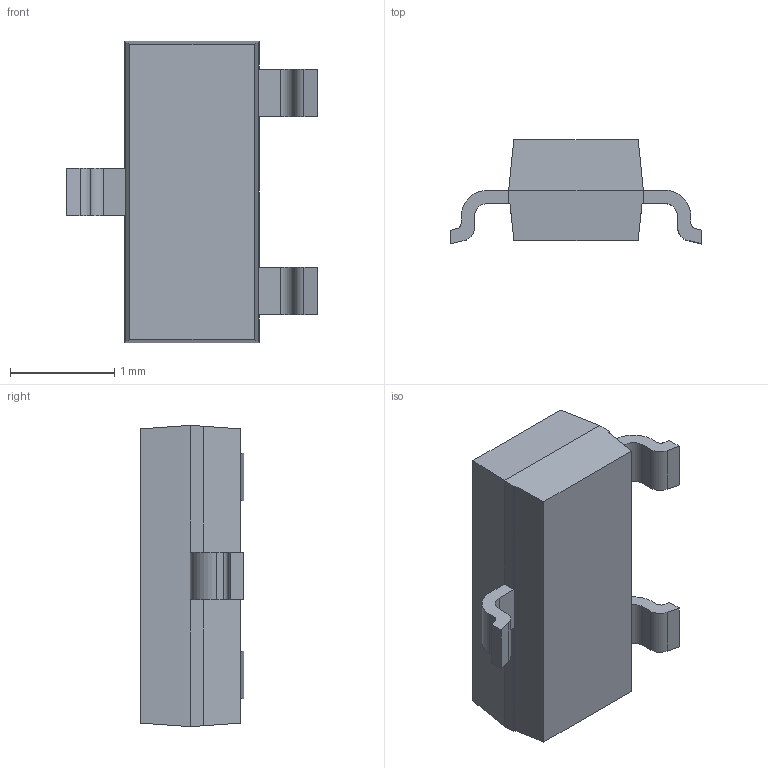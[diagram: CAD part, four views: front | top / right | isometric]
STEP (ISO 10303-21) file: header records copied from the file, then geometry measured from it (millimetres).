
FILE_DESCRIPTION (( 'STEP AP214' ), '1' );
FILE_NAME ('2B985C07-D3EA-489A-8946-23E4D08E159E.STEP', '2024-03-27T15:56:31', ( '' ), ( '' ), 'SwSTEP 2.0', 'SolidWorks 2022', '' );
FILE_SCHEMA (( 'AUTOMOTIVE_DESIGN' ));
Length unit declared in the file: inch
Products named in the file (1): 2B985C07-D3EA-489A-8946-23E4D08E159E
Bounding box: 2.42 x 1 x 2.9 mm (x, y, z)
Volume: 3.6 mm3; surface area: 17.6 mm2
Topology: 1 solids, 1 shells, 53 faces, 143 edges, 92 vertices
Faces by surface type: plane 41, cylinder 12
Entity records: 1850 total; most frequent: CARTESIAN_POINT 289, ORIENTED_EDGE 286, DIRECTION 275, EDGE_CURVE 143, VECTOR 119, LINE 119, VERTEX_POINT 92, AXIS2_PLACEMENT_3D 78
